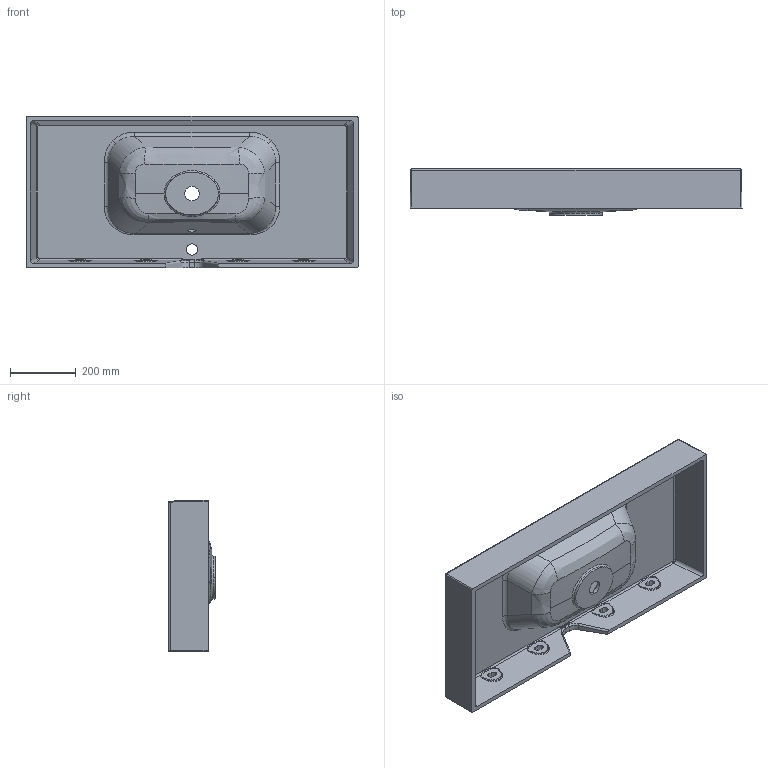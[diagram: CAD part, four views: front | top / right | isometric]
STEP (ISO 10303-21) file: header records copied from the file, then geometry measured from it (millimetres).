
FILE_DESCRIPTION (( 'STEP AP203' ), '1' );
FILE_NAME ('6301551011.STEP', '2020-12-16T22:45:57', ( '' ), ( '' ), 'SwSTEP 2.0', 'SolidWorks 2019', '' );
FILE_SCHEMA (( 'CONFIG_CONTROL_DESIGN' ));
Length unit declared in the file: millimetre
Products named in the file (1): 6301551011
Bounding box: 1010 x 142 x 460 mm (x, y, z)
Volume: 12843096.4 mm3; surface area: 1681201.9 mm2
Topology: 1 solids, 1 shells, 209 faces, 520 edges, 310 vertices
Faces by surface type: bspline 88, cylinder 71, plane 35, torus 8, cone 7
Entity records: 18004 total; most frequent: CARTESIAN_POINT 13686, ORIENTED_EDGE 1032, DIRECTION 714, EDGE_CURVE 516, VERTEX_POINT 310, AXIS2_PLACEMENT_3D 274, EDGE_LOOP 224, FACE_OUTER_BOUND 209
